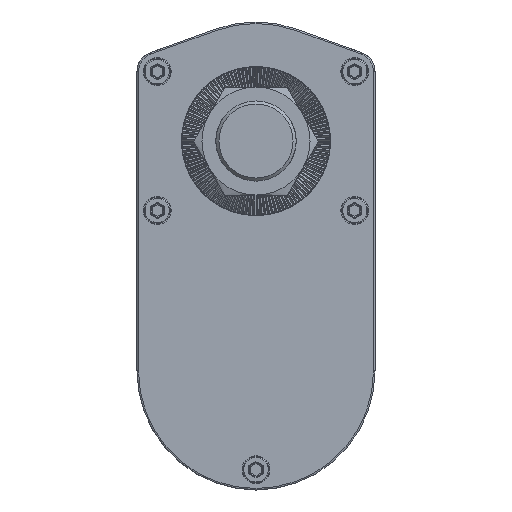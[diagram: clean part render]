
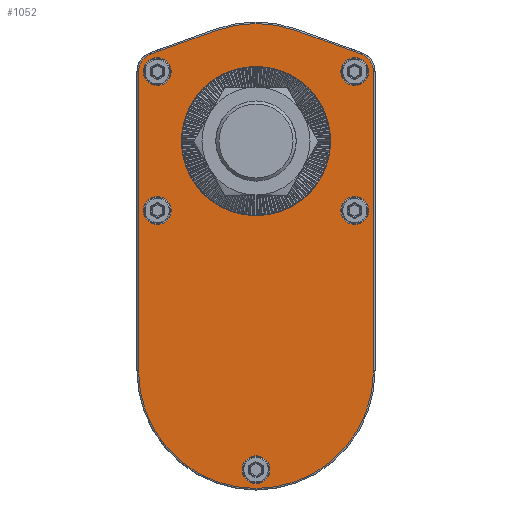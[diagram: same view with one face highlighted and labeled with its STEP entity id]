
A CAD part, front view. The second image highlights one B-rep face of the part: STEP entity #1052.
In plain terms, the highlighted planar face has unit normal (0, -1, 0).
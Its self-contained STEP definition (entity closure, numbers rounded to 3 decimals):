
#1052 = ADVANCED_FACE( '', ( #2915, #2916, #2917, #2918, #2919, #2920, #2921 ), #2922, .T. );
#2915 = FACE_BOUND( '', #5885, .T. );
#2916 = FACE_BOUND( '', #5886, .T. );
#2917 = FACE_BOUND( '', #5887, .T. );
#2918 = FACE_BOUND( '', #5888, .T. );
#2919 = FACE_BOUND( '', #5889, .T. );
#2920 = FACE_OUTER_BOUND( '', #5890, .T. );
#2921 = FACE_BOUND( '', #5891, .T. );
#2922 = PLANE( '', #5892 );
#5885 = EDGE_LOOP( '', ( #14478 ) );
#5886 = EDGE_LOOP( '', ( #14479 ) );
#5887 = EDGE_LOOP( '', ( #14480 ) );
#5888 = EDGE_LOOP( '', ( #14481 ) );
#5889 = EDGE_LOOP( '', ( #14482 ) );
#5890 = EDGE_LOOP( '', ( #14483, #14484, #14485, #14486, #14487, #14488, #14489, #14490 ) );
#5891 = EDGE_LOOP( '', ( #14491 ) );
#5892 = AXIS2_PLACEMENT_3D( '', #14492, #14493, #14494 );
#14478 = ORIENTED_EDGE( '', *, *, #22022, .T. );
#14479 = ORIENTED_EDGE( '', *, *, #22023, .T. );
#14480 = ORIENTED_EDGE( '', *, *, #21920, .T. );
#14481 = ORIENTED_EDGE( '', *, *, #22024, .T. );
#14482 = ORIENTED_EDGE( '', *, *, #22025, .T. );
#14483 = ORIENTED_EDGE( '', *, *, #22026, .T. );
#14484 = ORIENTED_EDGE( '', *, *, #22027, .T. );
#14485 = ORIENTED_EDGE( '', *, *, #22028, .T. );
#14486 = ORIENTED_EDGE( '', *, *, #22029, .T. );
#14487 = ORIENTED_EDGE( '', *, *, #22030, .T. );
#14488 = ORIENTED_EDGE( '', *, *, #22031, .T. );
#14489 = ORIENTED_EDGE( '', *, *, #22032, .T. );
#14490 = ORIENTED_EDGE( '', *, *, #22033, .T. );
#14491 = ORIENTED_EDGE( '', *, *, #22034, .F. );
#14492 = CARTESIAN_POINT( '', ( 0., 24.5, -74.5 ) );
#14493 = DIRECTION( '', ( 0., -1., 0. ) );
#14494 = DIRECTION( '', ( 0., 0., -1. ) );
#21920 = EDGE_CURVE( '', #25111, #25111, #25112, .T. );
#22022 = EDGE_CURVE( '', #25294, #25294, #25295, .T. );
#22023 = EDGE_CURVE( '', #25296, #25296, #25297, .T. );
#22024 = EDGE_CURVE( '', #25298, #25298, #25299, .T. );
#22025 = EDGE_CURVE( '', #25300, #25300, #25301, .T. );
#22026 = EDGE_CURVE( '', #25302, #25303, #25304, .T. );
#22027 = EDGE_CURVE( '', #25303, #25305, #25306, .T. );
#22028 = EDGE_CURVE( '', #25305, #25307, #25308, .T. );
#22029 = EDGE_CURVE( '', #25307, #25309, #25310, .T. );
#22030 = EDGE_CURVE( '', #25309, #25311, #25312, .T. );
#22031 = EDGE_CURVE( '', #25311, #25313, #25314, .T. );
#22032 = EDGE_CURVE( '', #25313, #25315, #25316, .T. );
#22033 = EDGE_CURVE( '', #25315, #25302, #25317, .T. );
#22034 = EDGE_CURVE( '', #25318, #25318, #25319, .T. );
#25111 = VERTEX_POINT( '', #29792 );
#25112 = CIRCLE( '', #29793, 4.5 );
#25294 = VERTEX_POINT( '', #30160 );
#25295 = CIRCLE( '', #30161, 4.5 );
#25296 = VERTEX_POINT( '', #30162 );
#25297 = CIRCLE( '', #30163, 4.5 );
#25298 = VERTEX_POINT( '', #30164 );
#25299 = CIRCLE( '', #30165, 4.5 );
#25300 = VERTEX_POINT( '', #30166 );
#25301 = CIRCLE( '', #30167, 4.5 );
#25302 = VERTEX_POINT( '', #30168 );
#25303 = VERTEX_POINT( '', #30169 );
#25304 = CIRCLE( '', #30170, 6.08 );
#25305 = VERTEX_POINT( '', #30171 );
#25306 = LINE( '', #30172, #30173 );
#25307 = VERTEX_POINT( '', #30174 );
#25308 = CIRCLE( '', #30175, 38.08 );
#25309 = VERTEX_POINT( '', #30176 );
#25310 = LINE( '', #30177, #30178 );
#25311 = VERTEX_POINT( '', #30179 );
#25312 = CIRCLE( '', #30180, 6.08 );
#25313 = VERTEX_POINT( '', #30181 );
#25314 = LINE( '', #30182, #30183 );
#25315 = VERTEX_POINT( '', #30184 );
#25316 = CIRCLE( '', #30185, 38.08 );
#25317 = LINE( '', #30186, #30187 );
#25318 = VERTEX_POINT( '', #30188 );
#25319 = CIRCLE( '', #30189, 24.1 );
#29792 = CARTESIAN_POINT( '', ( -32., 24.5, -27. ) );
#29793 = AXIS2_PLACEMENT_3D( '', #38763, #38764, #38765 );
#30160 = CARTESIAN_POINT( '', ( 32., 24.5, 18. ) );
#30161 = AXIS2_PLACEMENT_3D( '', #38892, #38893, #38894 );
#30162 = CARTESIAN_POINT( '', ( 32., 24.5, -27. ) );
#30163 = AXIS2_PLACEMENT_3D( '', #38895, #38896, #38897 );
#30164 = CARTESIAN_POINT( '', ( 0., 24.5, -111. ) );
#30165 = AXIS2_PLACEMENT_3D( '', #38898, #38899, #38900 );
#30166 = CARTESIAN_POINT( '', ( -32., 24.5, 18. ) );
#30167 = AXIS2_PLACEMENT_3D( '', #38901, #38902, #38903 );
#30168 = CARTESIAN_POINT( '', ( 38.08, 24.5, 22.46 ) );
#30169 = CARTESIAN_POINT( '', ( 34.067, 24.5, 28.178 ) );
#30170 = AXIS2_PLACEMENT_3D( '', #38904, #38905, #38906 );
#30171 = CARTESIAN_POINT( '', ( 12.944, 24.5, 35.813 ) );
#30172 = CARTESIAN_POINT( '', ( 36.76, 24.5, 27.204 ) );
#30173 = VECTOR( '', #38907, 1000. );
#30174 = CARTESIAN_POINT( '', ( -12.944, 24.5, 35.813 ) );
#30175 = AXIS2_PLACEMENT_3D( '', #38908, #38909, #38910 );
#30176 = CARTESIAN_POINT( '', ( -34.067, 24.5, 28.178 ) );
#30177 = CARTESIAN_POINT( '', ( -36.76, 24.5, 27.204 ) );
#30178 = VECTOR( '', #38911, 1000. );
#30179 = CARTESIAN_POINT( '', ( -38.08, 24.5, 22.46 ) );
#30180 = AXIS2_PLACEMENT_3D( '', #38912, #38913, #38914 );
#30181 = CARTESIAN_POINT( '', ( -38.08, 24.5, -74.5 ) );
#30182 = CARTESIAN_POINT( '', ( -38.08, 24.5, -74.5 ) );
#30183 = VECTOR( '', #38915, 1000. );
#30184 = CARTESIAN_POINT( '', ( 38.08, 24.5, -74.5 ) );
#30185 = AXIS2_PLACEMENT_3D( '', #38916, #38917, #38918 );
#30186 = CARTESIAN_POINT( '', ( 38.08, 24.5, -74.5 ) );
#30187 = VECTOR( '', #38919, 1000. );
#30188 = CARTESIAN_POINT( '', ( 0., 24.5, -24.1 ) );
#30189 = AXIS2_PLACEMENT_3D( '', #38920, #38921, #38922 );
#38763 = CARTESIAN_POINT( '', ( -32., 24.5, -22.5 ) );
#38764 = DIRECTION( '', ( 0., 1., 0. ) );
#38765 = DIRECTION( '', ( 0., 0., -1. ) );
#38892 = CARTESIAN_POINT( '', ( 32., 24.5, 22.5 ) );
#38893 = DIRECTION( '', ( 0., 1., 0. ) );
#38894 = DIRECTION( '', ( 0., 0., -1. ) );
#38895 = CARTESIAN_POINT( '', ( 32., 24.5, -22.5 ) );
#38896 = DIRECTION( '', ( 0., 1., 0. ) );
#38897 = DIRECTION( '', ( 0., 0., -1. ) );
#38898 = CARTESIAN_POINT( '', ( 0., 24.5, -106.5 ) );
#38899 = DIRECTION( '', ( 0., 1., 0. ) );
#38900 = DIRECTION( '', ( 0., 0., -1. ) );
#38901 = CARTESIAN_POINT( '', ( -32., 24.5, 22.5 ) );
#38902 = DIRECTION( '', ( 0., 1., 0. ) );
#38903 = DIRECTION( '', ( 0., 0., -1. ) );
#38904 = CARTESIAN_POINT( '', ( 32., 24.5, 22.46 ) );
#38905 = DIRECTION( '', ( 0., -1., 0. ) );
#38906 = DIRECTION( '', ( 0., 0., -1. ) );
#38907 = DIRECTION( '', ( -0.94, 0., 0.34 ) );
#38908 = CARTESIAN_POINT( '', ( 0., 24.5, 0. ) );
#38909 = DIRECTION( '', ( 0., -1., 0. ) );
#38910 = DIRECTION( '', ( 0., 0., -1. ) );
#38911 = DIRECTION( '', ( -0.94, 0., -0.34 ) );
#38912 = CARTESIAN_POINT( '', ( -32., 24.5, 22.46 ) );
#38913 = DIRECTION( '', ( 0., -1., 0. ) );
#38914 = DIRECTION( '', ( 0., 0., -1. ) );
#38915 = DIRECTION( '', ( 0., 0., -1. ) );
#38916 = CARTESIAN_POINT( '', ( 0., 24.5, -74.5 ) );
#38917 = DIRECTION( '', ( 0., -1., 0. ) );
#38918 = DIRECTION( '', ( 0., 0., -1. ) );
#38919 = DIRECTION( '', ( 0., 0., 1. ) );
#38920 = CARTESIAN_POINT( '', ( 0., 24.5, 0. ) );
#38921 = DIRECTION( '', ( 0., -1., 0. ) );
#38922 = DIRECTION( '', ( 0., 0., -1. ) );
